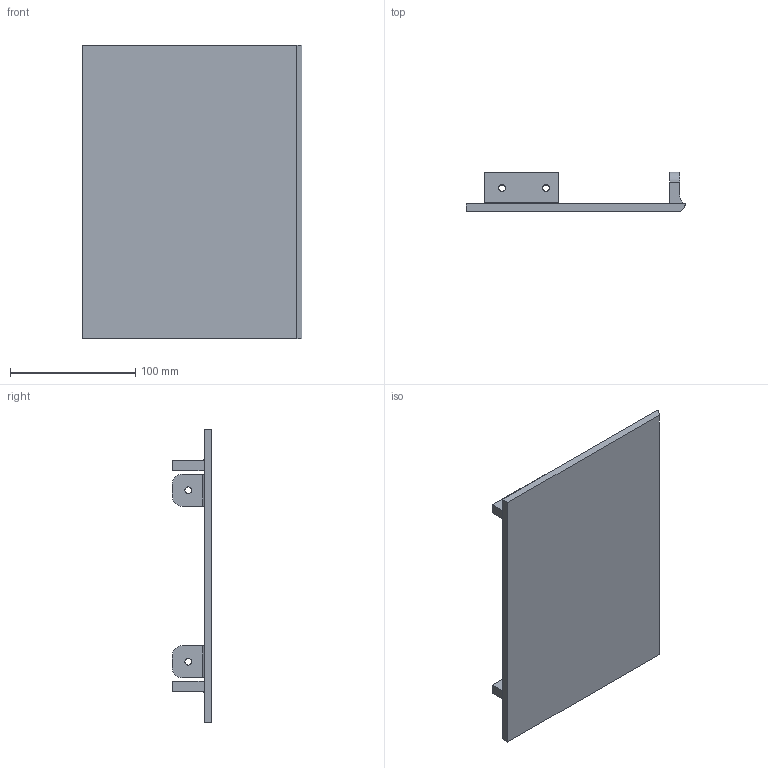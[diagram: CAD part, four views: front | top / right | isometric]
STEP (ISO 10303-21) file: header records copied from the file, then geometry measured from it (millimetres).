
FILE_DESCRIPTION(/* description */ (''),/* implementation_level */ '2;1');
FILE_NAME(/* name */ 'lowerSkidPlateRear.stp',/* time_stamp */ '2025-01-06T09:47:39-05:00',/* author */ ('derm'),/* organization */ (''),/* preprocessor_version */ 'ST-DEVELOPER v20',/* originating_system */ 'Autodesk Inventor 2025',/* authorisation */ '');
FILE_SCHEMA (('AUTOMOTIVE_DESIGN { 1 0 10303 214 3 1 1 }'));
Length unit declared in the file: millimetre
Products named in the file (1): lowerSkidPlateRear
Bounding box: 175 x 31.4 x 234 mm (x, y, z)
Volume: 276947.3 mm3; surface area: 96647.6 mm2
Topology: 1 solids, 1 shells, 117 faces, 314 edges, 208 vertices
Faces by surface type: plane 55, bspline 46, cylinder 16
Full cylindrical faces by diameter (mm): 5.5 x6
Entity records: 4271 total; most frequent: CARTESIAN_POINT 1558, ORIENTED_EDGE 628, DIRECTION 398, EDGE_CURVE 314, VERTEX_POINT 208, LINE 190, VECTOR 190, EDGE_LOOP 138
